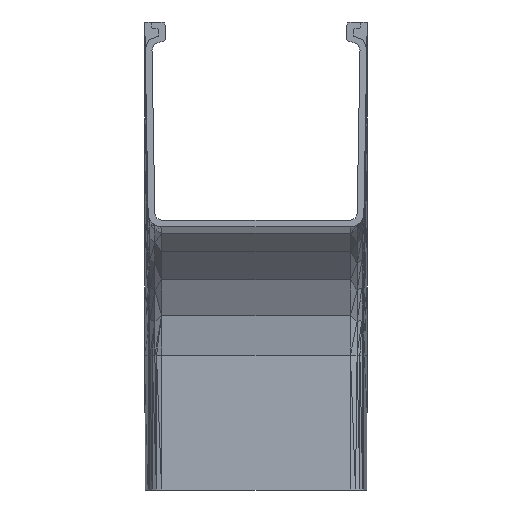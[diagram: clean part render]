
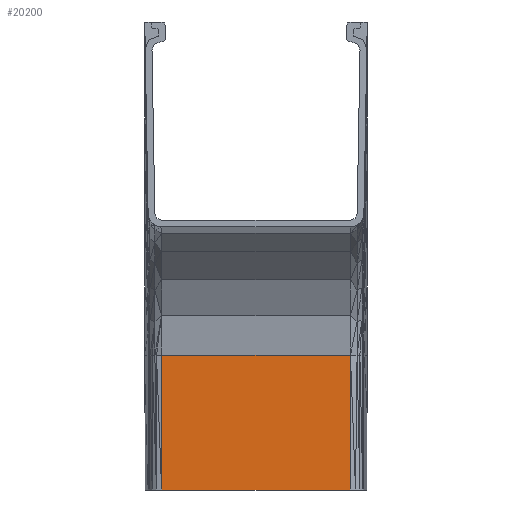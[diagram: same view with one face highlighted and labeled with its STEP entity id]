
A CAD part, front view. The second image highlights one B-rep face of the part: STEP entity #20200.
In plain terms, the highlighted planar face has unit normal (0, -1, 0).
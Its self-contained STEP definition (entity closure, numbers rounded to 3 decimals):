
#1787 = VERTEX_POINT('',#1788);
#1788 = CARTESIAN_POINT('',(28.137,-32.16,
    40.2));
#1795 = PLANE('',#1796);
#1796 = AXIS2_PLACEMENT_3D('',#1797,#1798,#1799);
#1797 = CARTESIAN_POINT('',(28.526,-32.083,
    19.719));
#1798 = DIRECTION('',(0.194,-0.981,0.)
  );
#1799 = DIRECTION('',(-0.981,-0.194,0.
    ));
#1819 = EDGE_CURVE('',#1820,#1787,#1822,.T.);
#1820 = VERTEX_POINT('',#1821);
#1821 = CARTESIAN_POINT('',(28.137,-32.16,0.));
#1822 = SURFACE_CURVE('',#1823,(#1827,#1834),.PCURVE_S1.);
#1823 = LINE('',#1824,#1825);
#1824 = CARTESIAN_POINT('',(28.137,-32.16,0.));
#1825 = VECTOR('',#1826,1.);
#1826 = DIRECTION('',(0.,0.,1.));
#1827 = PCURVE('',#1795,#1828);
#1828 = DEFINITIONAL_REPRESENTATION('',(#1829),#1833);
#1829 = LINE('',#1830,#1831);
#1830 = CARTESIAN_POINT('',(0.396,19.719));
#1831 = VECTOR('',#1832,1.);
#1832 = DIRECTION('',(0.,-1.));
#1833 = ( GEOMETRIC_REPRESENTATION_CONTEXT(2) 
PARAMETRIC_REPRESENTATION_CONTEXT() REPRESENTATION_CONTEXT('2D SPACE',''
  ) );
#1834 = PCURVE('',#1835,#1840);
#1835 = PLANE('',#1836);
#1836 = AXIS2_PLACEMENT_3D('',#1837,#1838,#1839);
#1837 = CARTESIAN_POINT('',(0.,-32.16,20.1));
#1838 = DIRECTION('',(-0.,-1.,-0.));
#1839 = DIRECTION('',(0.,0.,-1.));
#1840 = DEFINITIONAL_REPRESENTATION('',(#1841),#1845);
#1841 = LINE('',#1842,#1843);
#1842 = CARTESIAN_POINT('',(20.1,28.137));
#1843 = VECTOR('',#1844,1.);
#1844 = DIRECTION('',(-1.,0.));
#1845 = ( GEOMETRIC_REPRESENTATION_CONTEXT(2) 
PARAMETRIC_REPRESENTATION_CONTEXT() REPRESENTATION_CONTEXT('2D SPACE',''
  ) );
#1861 = PLANE('',#1862);
#1862 = AXIS2_PLACEMENT_3D('',#1863,#1864,#1865);
#1863 = CARTESIAN_POINT('',(0.,-9.207,0.));
#1864 = DIRECTION('',(-0.,-0.,-1.));
#1865 = DIRECTION('',(-1.,0.,0.));
#4405 = PLANE('',#4406);
#4406 = AXIS2_PLACEMENT_3D('',#4407,#4408,#4409);
#4407 = CARTESIAN_POINT('',(0.,-33.095,
    46.101));
#4408 = DIRECTION('',(-0.,-0.988,-0.156));
#4409 = DIRECTION('',(0.,0.156,-0.988));
#4999 = EDGE_CURVE('',#1820,#5000,#5002,.T.);
#5000 = VERTEX_POINT('',#5001);
#5001 = CARTESIAN_POINT('',(-28.137,-32.16,0.));
#5002 = SURFACE_CURVE('',#5003,(#5007,#5014),.PCURVE_S1.);
#5003 = LINE('',#5004,#5005);
#5004 = CARTESIAN_POINT('',(28.137,-32.16,0.));
#5005 = VECTOR('',#5006,1.);
#5006 = DIRECTION('',(-1.,0.,0.));
#5007 = PCURVE('',#1861,#5008);
#5008 = DEFINITIONAL_REPRESENTATION('',(#5009),#5013);
#5009 = LINE('',#5010,#5011);
#5010 = CARTESIAN_POINT('',(-28.137,-22.953));
#5011 = VECTOR('',#5012,1.);
#5012 = DIRECTION('',(1.,0.));
#5013 = ( GEOMETRIC_REPRESENTATION_CONTEXT(2) 
PARAMETRIC_REPRESENTATION_CONTEXT() REPRESENTATION_CONTEXT('2D SPACE',''
  ) );
#5014 = PCURVE('',#1835,#5015);
#5015 = DEFINITIONAL_REPRESENTATION('',(#5016),#5020);
#5016 = LINE('',#5017,#5018);
#5017 = CARTESIAN_POINT('',(20.1,28.137));
#5018 = VECTOR('',#5019,1.);
#5019 = DIRECTION('',(0.,-1.));
#5020 = ( GEOMETRIC_REPRESENTATION_CONTEXT(2) 
PARAMETRIC_REPRESENTATION_CONTEXT() REPRESENTATION_CONTEXT('2D SPACE',''
  ) );
#8630 = PLANE('',#8631);
#8631 = AXIS2_PLACEMENT_3D('',#8632,#8633,#8634);
#8632 = CARTESIAN_POINT('',(-28.525,-32.084,
    20.48));
#8633 = DIRECTION('',(-0.193,-0.981,
    0.));
#8634 = DIRECTION('',(-0.981,0.193,0.));
#9094 = VERTEX_POINT('',#9095);
#9095 = CARTESIAN_POINT('',(-28.137,-32.16,
    40.2));
#9122 = EDGE_CURVE('',#9094,#5000,#9123,.T.);
#9123 = SURFACE_CURVE('',#9124,(#9128,#9135),.PCURVE_S1.);
#9124 = LINE('',#9125,#9126);
#9125 = CARTESIAN_POINT('',(-28.137,-32.16,
    40.2));
#9126 = VECTOR('',#9127,1.);
#9127 = DIRECTION('',(0.,0.,-1.));
#9128 = PCURVE('',#8630,#9129);
#9129 = DEFINITIONAL_REPRESENTATION('',(#9130),#9134);
#9130 = LINE('',#9131,#9132);
#9131 = CARTESIAN_POINT('',(-0.395,-19.72));
#9132 = VECTOR('',#9133,1.);
#9133 = DIRECTION('',(0.,1.));
#9134 = ( GEOMETRIC_REPRESENTATION_CONTEXT(2) 
PARAMETRIC_REPRESENTATION_CONTEXT() REPRESENTATION_CONTEXT('2D SPACE',''
  ) );
#9135 = PCURVE('',#1835,#9136);
#9136 = DEFINITIONAL_REPRESENTATION('',(#9137),#9141);
#9137 = LINE('',#9138,#9139);
#9138 = CARTESIAN_POINT('',(-20.1,-28.137));
#9139 = VECTOR('',#9140,1.);
#9140 = DIRECTION('',(1.,0.));
#9141 = ( GEOMETRIC_REPRESENTATION_CONTEXT(2) 
PARAMETRIC_REPRESENTATION_CONTEXT() REPRESENTATION_CONTEXT('2D SPACE',''
  ) );
#20200 = ADVANCED_FACE('',(#20201),#1835,.T.);
#20201 = FACE_BOUND('',#20202,.T.);
#20202 = EDGE_LOOP('',(#20203,#20204,#20205,#20226));
#20203 = ORIENTED_EDGE('',*,*,#4999,.F.);
#20204 = ORIENTED_EDGE('',*,*,#1819,.T.);
#20205 = ORIENTED_EDGE('',*,*,#20206,.T.);
#20206 = EDGE_CURVE('',#1787,#9094,#20207,.T.);
#20207 = SURFACE_CURVE('',#20208,(#20212,#20219),.PCURVE_S1.);
#20208 = LINE('',#20209,#20210);
#20209 = CARTESIAN_POINT('',(28.137,-32.16,
    40.2));
#20210 = VECTOR('',#20211,1.);
#20211 = DIRECTION('',(-1.,0.,0.));
#20212 = PCURVE('',#1835,#20213);
#20213 = DEFINITIONAL_REPRESENTATION('',(#20214),#20218);
#20214 = LINE('',#20215,#20216);
#20215 = CARTESIAN_POINT('',(-20.1,28.137));
#20216 = VECTOR('',#20217,1.);
#20217 = DIRECTION('',(0.,-1.));
#20218 = ( GEOMETRIC_REPRESENTATION_CONTEXT(2) 
PARAMETRIC_REPRESENTATION_CONTEXT() REPRESENTATION_CONTEXT('2D SPACE',''
  ) );
#20219 = PCURVE('',#4405,#20220);
#20220 = DEFINITIONAL_REPRESENTATION('',(#20221),#20225);
#20221 = LINE('',#20222,#20223);
#20222 = CARTESIAN_POINT('',(5.974,28.137));
#20223 = VECTOR('',#20224,1.);
#20224 = DIRECTION('',(0.,-1.));
#20225 = ( GEOMETRIC_REPRESENTATION_CONTEXT(2) 
PARAMETRIC_REPRESENTATION_CONTEXT() REPRESENTATION_CONTEXT('2D SPACE',''
  ) );
#20226 = ORIENTED_EDGE('',*,*,#9122,.T.);
